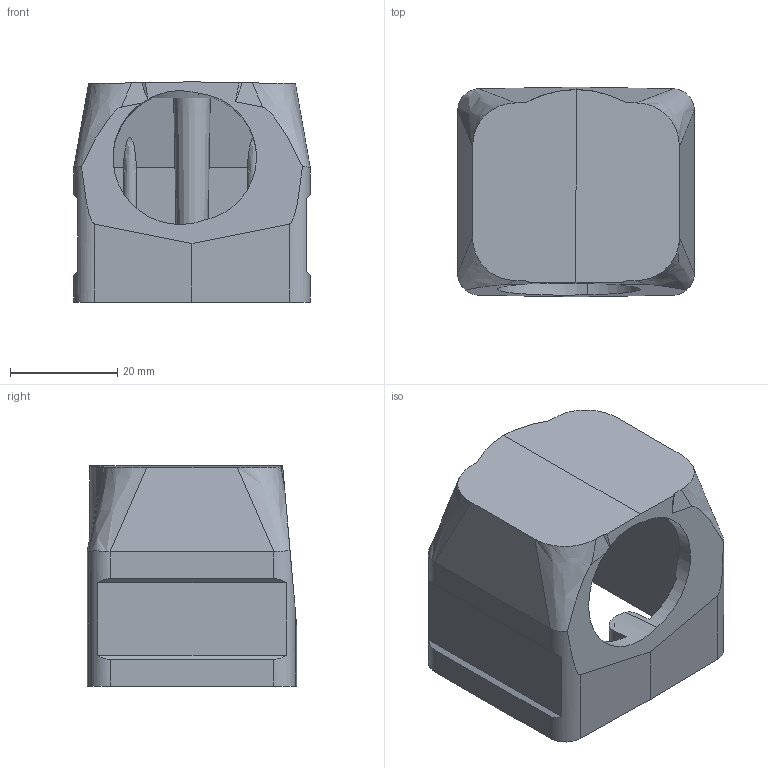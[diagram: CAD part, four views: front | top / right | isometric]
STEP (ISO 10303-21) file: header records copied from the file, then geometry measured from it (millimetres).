
FILE_DESCRIPTION(/* description */ (''),/* implementation_level */ '2;1');
FILE_NAME(/* name */ '100562085ugm000_b.stp',/* time_stamp */ '2020-03-30T15:01:40+02:00',/* author */ (''),/* organization */ (''),/* preprocessor_version */ 'ST-DEVELOPER v16.7',/* originating_system */ 'SIEMENS PLM Software NX 12.0',/* authorisation */ '');
FILE_SCHEMA (('AUTOMOTIVE_DESIGN { 1 0 10303 214 3 1 1 1 }'));
Length unit declared in the file: millimetre
Products named in the file (1): 100562085ugm000_b
Bounding box: 44 x 39 x 41 mm (x, y, z)
Volume: 19369.8 mm3; surface area: 14305.1 mm2
Topology: 1 solids, 1 shells, 174 faces, 551 edges, 482 vertices
Faces by surface type: plane 137, cylinder 25, cone 6, bspline 4, extrusion 2
Full cylindrical faces by diameter (mm): 1.025 x1, 1.211 x1, 4 x2
Entity records: 7839 total; most frequent: CARTESIAN_POINT 1549, DIRECTION 948, ORIENTED_EDGE 918, EDGE_CURVE 459, VECTOR 412, LINE 410, VERTEX_POINT 307, AXIS2_PLACEMENT_3D 268
